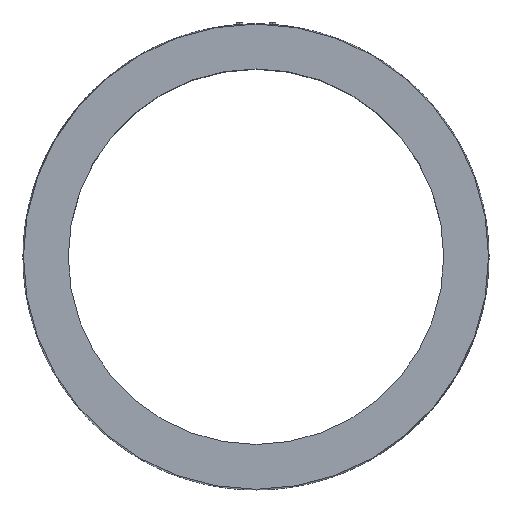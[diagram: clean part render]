
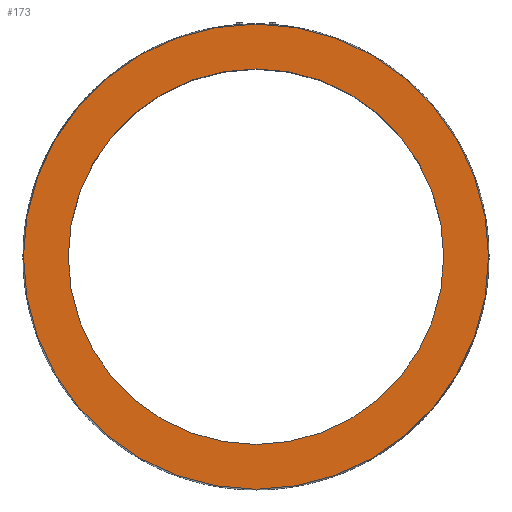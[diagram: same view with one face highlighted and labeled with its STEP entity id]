
A CAD part, top view. The second image highlights one B-rep face of the part: STEP entity #173.
In plain terms, the highlighted planar face has unit normal (0, 0, 1).
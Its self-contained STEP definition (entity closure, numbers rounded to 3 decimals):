
#70 = DIRECTION ( 'NONE',  ( 0., 0., 1. ) ) ;
#168 = VERTEX_POINT ( 'NONE', #199 ) ;
#173 = ADVANCED_FACE ( 'NONE', ( #855, #1086 ), #1336, .F. ) ;
#199 = CARTESIAN_POINT ( 'NONE',  ( -495.5, 0., 260. ) ) ;
#242 = EDGE_CURVE ( 'NONE', #614, #1012, #1428, .T. ) ;
#269 = EDGE_CURVE ( 'NONE', #168, #1028, #1145, .T. ) ;
#379 = DIRECTION ( 'NONE',  ( 0., 0., -1. ) ) ;
#417 = CARTESIAN_POINT ( 'NONE',  ( 495.5, 0., 260. ) ) ;
#486 = CIRCLE ( 'NONE', #760, 495.5 ) ;
#566 = CARTESIAN_POINT ( 'NONE',  ( 0., 0., 260. ) ) ;
#612 = CARTESIAN_POINT ( 'NONE',  ( 0., 495.5, 260. ) ) ;
#614 = VERTEX_POINT ( 'NONE', #738 ) ;
#665 = EDGE_CURVE ( 'NONE', #1028, #168, #486, .T. ) ;
#666 = AXIS2_PLACEMENT_3D ( 'NONE', #1180, #70, #945 ) ;
#733 = EDGE_LOOP ( 'NONE', ( #894, #1382 ) ) ;
#738 = CARTESIAN_POINT ( 'NONE',  ( -400., 0., 260. ) ) ;
#748 = AXIS2_PLACEMENT_3D ( 'NONE', #566, #1188, #935 ) ;
#760 = AXIS2_PLACEMENT_3D ( 'NONE', #910, #1016, #777 ) ;
#777 = DIRECTION ( 'NONE',  ( 1., 0., 0. ) ) ;
#841 = DIRECTION ( 'NONE',  ( -1., 0., 0. ) ) ;
#855 = FACE_BOUND ( 'NONE', #1212, .T. ) ;
#894 = ORIENTED_EDGE ( 'NONE', *, *, #665, .T. ) ;
#910 = CARTESIAN_POINT ( 'NONE',  ( 0., 0., 260. ) ) ;
#935 = DIRECTION ( 'NONE',  ( 1., 0., 0. ) ) ;
#945 = DIRECTION ( 'NONE',  ( 1., 0., 0. ) ) ;
#1012 = VERTEX_POINT ( 'NONE', #1373 ) ;
#1015 = CIRCLE ( 'NONE', #1497, 400. ) ;
#1016 = DIRECTION ( 'NONE',  ( 0., 0., 1. ) ) ;
#1019 = AXIS2_PLACEMENT_3D ( 'NONE', #612, #379, #841 ) ;
#1025 = CARTESIAN_POINT ( 'NONE',  ( 0., 0., 260. ) ) ;
#1028 = VERTEX_POINT ( 'NONE', #417 ) ;
#1086 = FACE_OUTER_BOUND ( 'NONE', #733, .T. ) ;
#1145 = CIRCLE ( 'NONE', #666, 495.5 ) ;
#1180 = CARTESIAN_POINT ( 'NONE',  ( 0., 0., 260. ) ) ;
#1188 = DIRECTION ( 'NONE',  ( 0., 0., 1. ) ) ;
#1212 = EDGE_LOOP ( 'NONE', ( #1286, #1450 ) ) ;
#1286 = ORIENTED_EDGE ( 'NONE', *, *, #1484, .F. ) ;
#1336 = PLANE ( 'NONE',  #1019 ) ;
#1373 = CARTESIAN_POINT ( 'NONE',  ( 400., 0., 260. ) ) ;
#1382 = ORIENTED_EDGE ( 'NONE', *, *, #269, .T. ) ;
#1396 = DIRECTION ( 'NONE',  ( 1., 0., 0. ) ) ;
#1428 = CIRCLE ( 'NONE', #748, 400. ) ;
#1450 = ORIENTED_EDGE ( 'NONE', *, *, #242, .F. ) ;
#1484 = EDGE_CURVE ( 'NONE', #1012, #614, #1015, .T. ) ;
#1497 = AXIS2_PLACEMENT_3D ( 'NONE', #1025, #1509, #1396 ) ;
#1509 = DIRECTION ( 'NONE',  ( 0., 0., 1. ) ) ;
